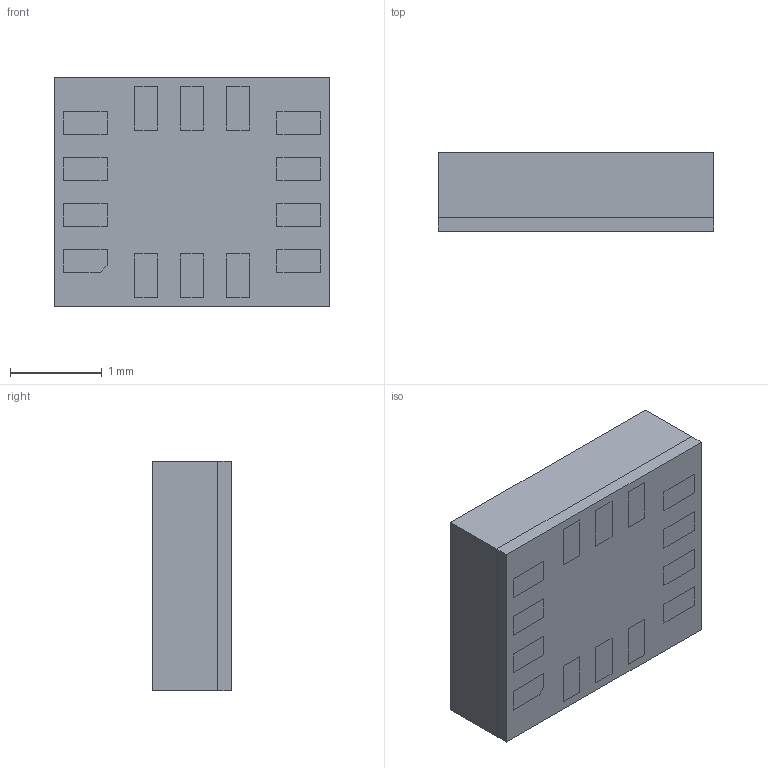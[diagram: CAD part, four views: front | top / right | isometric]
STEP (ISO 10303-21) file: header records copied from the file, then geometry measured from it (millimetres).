
FILE_DESCRIPTION (( 'STEP AP214' ), '1' );
FILE_NAME ('ISM330DLCTR.STEP', '2022-08-31T23:03:39', ( '' ), ( '' ), 'SwSTEP 2.0', 'SolidWorks 2017', '' );
FILE_SCHEMA (( 'AUTOMOTIVE_DESIGN' ));
Length unit declared in the file: millimetre
Products named in the file (1): ISM330DLCTR
Bounding box: 3 x 0.86 x 2.5 mm (x, y, z)
Volume: 6.5 mm3; surface area: 47.7 mm2
Topology: 17 solids, 17 shells, 217 faces, 546 edges, 364 vertices
Faces by surface type: plane 213, cylinder 4
Entity records: 6602 total; most frequent: CARTESIAN_POINT 1128, ORIENTED_EDGE 1092, DIRECTION 990, EDGE_CURVE 546, LINE 538, VECTOR 538, VERTEX_POINT 364, EDGE_LOOP 246
